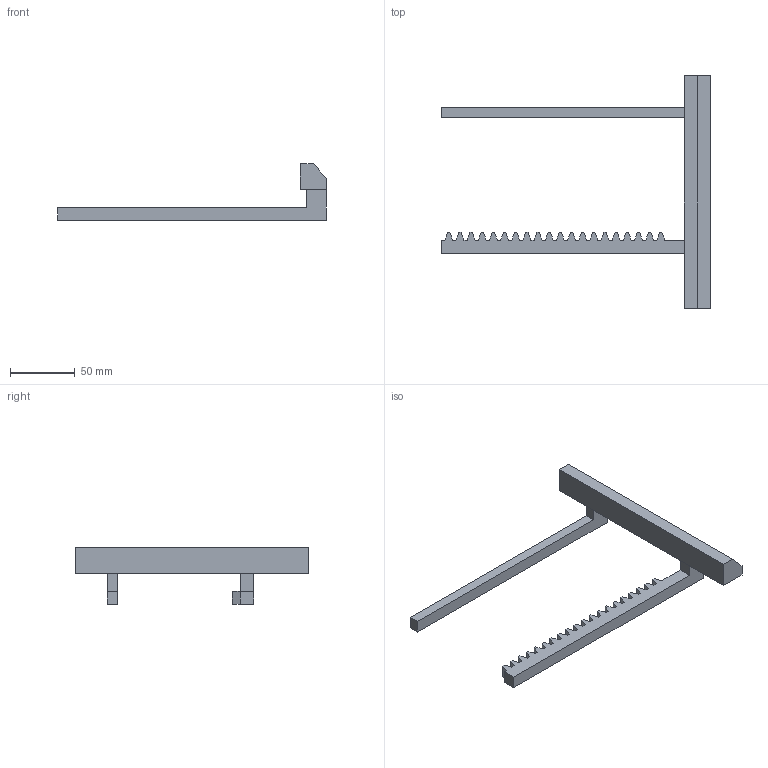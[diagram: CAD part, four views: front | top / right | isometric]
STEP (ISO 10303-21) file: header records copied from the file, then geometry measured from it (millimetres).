
FILE_DESCRIPTION (( 'STEP AP214' ), '1' );
FILE_NAME ('SWP-RIGHT-RACK.STEP', '2025-05-10T00:17:03', ( '' ), ( '' ), 'SwSTEP 2.0', 'SolidWorks 2024', '' );
FILE_SCHEMA (( 'AUTOMOTIVE_DESIGN' ));
Length unit declared in the file: millimetre
Products named in the file (1): SWP-RIGHT-RACK
Bounding box: 208 x 180 x 44 mm (x, y, z)
Volume: 108235.2 mm3; surface area: 33724.2 mm2
Topology: 1 solids, 1 shells, 99 faces, 291 edges, 194 vertices
Faces by surface type: plane 99
Entity records: 3248 total; most frequent: CARTESIAN_POINT 585, ORIENTED_EDGE 582, DIRECTION 491, VECTOR 291, EDGE_CURVE 291, LINE 291, VERTEX_POINT 194, AXIS2_PLACEMENT_3D 100
